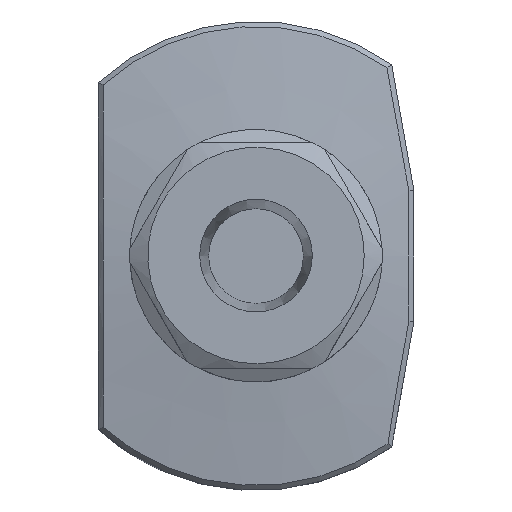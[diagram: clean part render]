
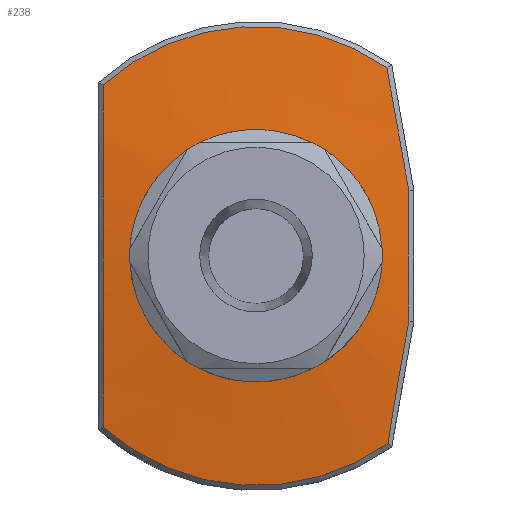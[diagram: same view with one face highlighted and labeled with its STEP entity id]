
A CAD part, top view. The second image highlights one B-rep face of the part: STEP entity #238.
In plain terms, the highlighted conical face has half-angle 82.5 degrees and reference radius 26 mm.
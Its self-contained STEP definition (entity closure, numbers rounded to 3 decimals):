
#67=CONICAL_SURFACE('',#948,26.,82.5);
#77=B_SPLINE_CURVE_WITH_KNOTS('',3,(#1322,#1323,#1324,#1325,#1326,#1327,
#1328,#1329,#1330,#1331),.UNSPECIFIED.,.F.,.F.,(4,3,3,4),(0.,0.724,
0.925,1.),.UNSPECIFIED.);
#78=B_SPLINE_CURVE_WITH_KNOTS('',3,(#1334,#1335,#1336,#1337),
 .UNSPECIFIED.,.F.,.F.,(4,4),(0.,1.),.UNSPECIFIED.);
#79=B_SPLINE_CURVE_WITH_KNOTS('',3,(#1339,#1340,#1341,#1342),
 .UNSPECIFIED.,.F.,.F.,(4,4),(0.,1.),.UNSPECIFIED.);
#80=B_SPLINE_CURVE_WITH_KNOTS('',3,(#1344,#1345,#1346,#1347,#1348,#1349,
#1350,#1351,#1352,#1353),.UNSPECIFIED.,.F.,.F.,(4,2,2,2,4),(0.,0.25,0.375,
0.5,1.),.UNSPECIFIED.);
#81=B_SPLINE_CURVE_WITH_KNOTS('',3,(#1357,#1358,#1359,#1360),
 .UNSPECIFIED.,.F.,.F.,(4,4),(0.,1.),.UNSPECIFIED.);
#82=B_SPLINE_CURVE_WITH_KNOTS('',3,(#1362,#1363,#1364,#1365),
 .UNSPECIFIED.,.F.,.F.,(4,4),(0.,1.),.UNSPECIFIED.);
#83=B_SPLINE_CURVE_WITH_KNOTS('',3,(#1367,#1368,#1369,#1370,#1371,#1372,
#1373,#1374,#1375,#1376,#1377,#1378,#1379,#1380,#1381,#1382,#1383,#1384,
#1385,#1386,#1387,#1388,#1389,#1390,#1391,#1392),.UNSPECIFIED.,.F.,.F.,
(4,2,2,2,2,2,2,2,2,2,2,2,4),(0.,0.063,0.125,0.25,0.5,0.563,
0.625,0.688,0.75,0.813,0.844,0.875,1.),.UNSPECIFIED.);
#185=FACE_BOUND('',#361,.T.);
#186=FACE_BOUND('',#362,.T.);
#238=ADVANCED_FACE('',(#185,#186),#67,.T.);
#361=EDGE_LOOP('',(#456,#457,#458,#459,#460,#461,#462,#463,#464));
#362=EDGE_LOOP('',(#465));
#456=ORIENTED_EDGE('',*,*,#783,.T.);
#457=ORIENTED_EDGE('',*,*,#784,.T.);
#458=ORIENTED_EDGE('',*,*,#785,.T.);
#459=ORIENTED_EDGE('',*,*,#786,.T.);
#460=ORIENTED_EDGE('',*,*,#787,.T.);
#461=ORIENTED_EDGE('',*,*,#788,.T.);
#462=ORIENTED_EDGE('',*,*,#789,.T.);
#463=ORIENTED_EDGE('',*,*,#790,.T.);
#464=ORIENTED_EDGE('',*,*,#791,.T.);
#465=ORIENTED_EDGE('',*,*,#792,.T.);
#694=VERTEX_POINT('',#1332);
#695=VERTEX_POINT('',#1333);
#696=VERTEX_POINT('',#1338);
#697=VERTEX_POINT('',#1343);
#698=VERTEX_POINT('',#1354);
#699=VERTEX_POINT('',#1356);
#700=VERTEX_POINT('',#1361);
#701=VERTEX_POINT('',#1366);
#702=VERTEX_POINT('',#1393);
#703=VERTEX_POINT('',#1396);
#783=EDGE_CURVE('',#694,#695,#77,.T.);
#784=EDGE_CURVE('',#695,#696,#78,.T.);
#785=EDGE_CURVE('',#696,#697,#79,.T.);
#786=EDGE_CURVE('',#697,#698,#80,.T.);
#787=EDGE_CURVE('',#698,#699,#896,.T.);
#788=EDGE_CURVE('',#699,#700,#81,.T.);
#789=EDGE_CURVE('',#700,#701,#82,.T.);
#790=EDGE_CURVE('',#701,#702,#83,.T.);
#791=EDGE_CURVE('',#702,#694,#897,.T.);
#792=EDGE_CURVE('',#703,#703,#898,.T.);
#896=CIRCLE('',#945,25.448);
#897=CIRCLE('',#946,25.448);
#898=CIRCLE('',#947,11.869);
#945=AXIS2_PLACEMENT_3D('',#1355,#1070,#1071);
#946=AXIS2_PLACEMENT_3D('',#1394,#1072,#1073);
#947=AXIS2_PLACEMENT_3D('',#1395,#1074,#1075);
#948=AXIS2_PLACEMENT_3D('',#1397,#1076,#1077);
#1070=DIRECTION('',(0.,0.,1.));
#1071=DIRECTION('',(1.,0.,0.));
#1072=DIRECTION('',(0.,0.,1.));
#1073=DIRECTION('',(1.,0.,0.));
#1074=DIRECTION('',(0.,0.,-1.));
#1075=DIRECTION('',(-1.,0.,0.));
#1076=DIRECTION('',(0.,0.,-1.));
#1077=DIRECTION('',(-1.,0.,0.));
#1322=CARTESIAN_POINT('',(14.64,-20.815,8.098));
#1323=CARTESIAN_POINT('',(14.921,-18.937,8.279));
#1324=CARTESIAN_POINT('',(15.218,-17.059,8.446));
#1325=CARTESIAN_POINT('',(15.539,-15.183,8.588));
#1326=CARTESIAN_POINT('',(15.629,-14.662,8.628));
#1327=CARTESIAN_POINT('',(15.72,-14.141,8.665));
#1328=CARTESIAN_POINT('',(15.813,-13.62,8.701));
#1329=CARTESIAN_POINT('',(15.847,-13.427,8.714));
#1330=CARTESIAN_POINT('',(15.882,-13.234,8.727));
#1331=CARTESIAN_POINT('',(15.916,-13.041,8.739));
#1332=CARTESIAN_POINT('',(14.64,-20.815,8.098));
#1333=CARTESIAN_POINT('',(15.916,-13.041,8.739));
#1334=CARTESIAN_POINT('',(15.916,-13.041,8.739));
#1335=CARTESIAN_POINT('',(16.265,-11.08,8.867));
#1336=CARTESIAN_POINT('',(16.603,-9.177,8.963));
#1337=CARTESIAN_POINT('',(16.942,-7.264,9.021));
#1338=CARTESIAN_POINT('',(16.942,-7.264,9.021));
#1339=CARTESIAN_POINT('',(16.942,-7.264,9.021));
#1340=CARTESIAN_POINT('',(16.949,-2.343,9.276));
#1341=CARTESIAN_POINT('',(16.949,2.332,9.276));
#1342=CARTESIAN_POINT('',(16.942,7.264,9.021));
#1343=CARTESIAN_POINT('',(16.942,7.264,9.021));
#1344=CARTESIAN_POINT('',(16.942,7.264,9.021));
#1345=CARTESIAN_POINT('',(16.742,8.393,8.987));
#1346=CARTESIAN_POINT('',(16.534,9.564,8.937));
#1347=CARTESIAN_POINT('',(16.237,11.237,8.849));
#1348=CARTESIAN_POINT('',(16.137,11.798,8.817));
#1349=CARTESIAN_POINT('',(15.935,12.934,8.747));
#1350=CARTESIAN_POINT('',(15.824,13.559,8.705));
#1351=CARTESIAN_POINT('',(15.35,16.221,8.518));
#1352=CARTESIAN_POINT('',(14.949,18.473,8.328));
#1353=CARTESIAN_POINT('',(14.517,20.901,8.098));
#1354=CARTESIAN_POINT('',(14.517,20.901,8.098));
#1355=CARTESIAN_POINT('',(0.,0.,8.098));
#1356=CARTESIAN_POINT('',(-16.945,18.986,8.098));
#1357=CARTESIAN_POINT('',(-16.945,18.986,8.098));
#1358=CARTESIAN_POINT('',(-16.928,17.199,8.275));
#1359=CARTESIAN_POINT('',(-16.929,15.41,8.44));
#1360=CARTESIAN_POINT('',(-16.932,13.62,8.587));
#1361=CARTESIAN_POINT('',(-16.932,13.62,8.587));
#1362=CARTESIAN_POINT('',(-16.932,13.62,8.587));
#1363=CARTESIAN_POINT('',(-16.932,13.426,8.603));
#1364=CARTESIAN_POINT('',(-16.932,13.232,8.619));
#1365=CARTESIAN_POINT('',(-16.933,13.039,8.635));
#1366=CARTESIAN_POINT('',(-16.933,13.039,8.635));
#1367=CARTESIAN_POINT('',(-16.933,13.039,8.635));
#1368=CARTESIAN_POINT('',(-16.934,12.35,8.69));
#1369=CARTESIAN_POINT('',(-16.935,11.675,8.741));
#1370=CARTESIAN_POINT('',(-16.937,10.348,8.836));
#1371=CARTESIAN_POINT('',(-16.938,9.735,8.877));
#1372=CARTESIAN_POINT('',(-16.942,7.685,9.004));
#1373=CARTESIAN_POINT('',(-16.944,6.402,9.07));
#1374=CARTESIAN_POINT('',(-16.948,2.354,9.221));
#1375=CARTESIAN_POINT('',(-16.949,-0.325,9.243));
#1376=CARTESIAN_POINT('',(-16.947,-3.651,9.168));
#1377=CARTESIAN_POINT('',(-16.946,-4.314,9.148));
#1378=CARTESIAN_POINT('',(-16.944,-5.649,9.098));
#1379=CARTESIAN_POINT('',(-16.944,-6.352,9.067));
#1380=CARTESIAN_POINT('',(-16.942,-7.656,9.002));
#1381=CARTESIAN_POINT('',(-16.941,-8.314,8.965));
#1382=CARTESIAN_POINT('',(-16.938,-9.647,8.883));
#1383=CARTESIAN_POINT('',(-16.937,-10.37,8.835));
#1384=CARTESIAN_POINT('',(-16.935,-11.654,8.743));
#1385=CARTESIAN_POINT('',(-16.934,-12.307,8.693));
#1386=CARTESIAN_POINT('',(-16.932,-13.306,8.613));
#1387=CARTESIAN_POINT('',(-16.932,-13.642,8.586));
#1388=CARTESIAN_POINT('',(-16.931,-14.322,8.529));
#1389=CARTESIAN_POINT('',(-16.93,-14.694,8.497));
#1390=CARTESIAN_POINT('',(-16.928,-16.283,8.358));
#1391=CARTESIAN_POINT('',(-16.925,-17.613,8.235));
#1392=CARTESIAN_POINT('',(-16.923,-19.005,8.098));
#1393=CARTESIAN_POINT('',(-16.923,-19.005,8.098));
#1394=CARTESIAN_POINT('',(0.,0.,8.098));
#1395=CARTESIAN_POINT('',(0.,0.,9.886));
#1396=CARTESIAN_POINT('',(-11.869,0.,9.886));
#1397=CARTESIAN_POINT('',(0.,0.,8.025));
